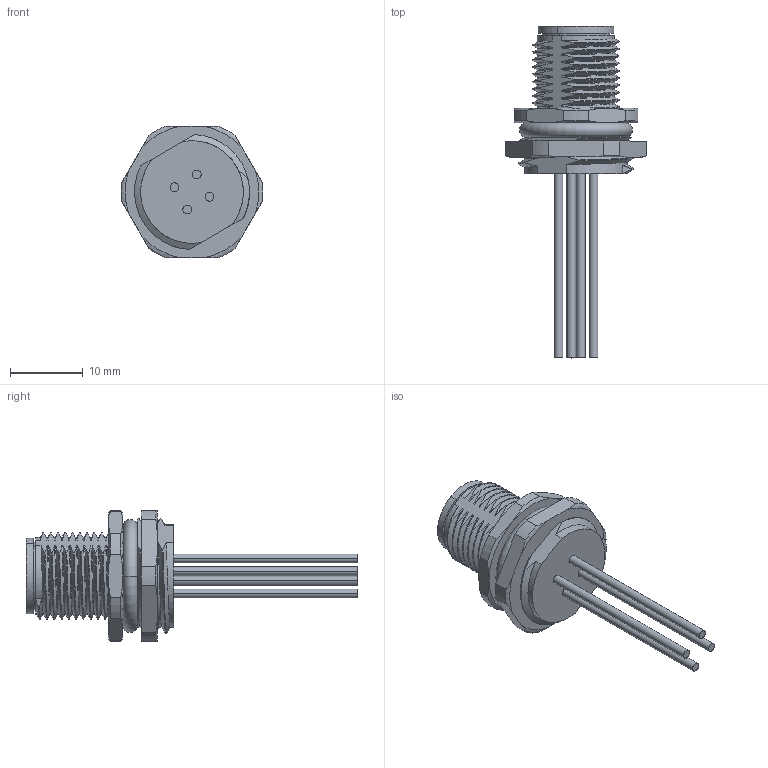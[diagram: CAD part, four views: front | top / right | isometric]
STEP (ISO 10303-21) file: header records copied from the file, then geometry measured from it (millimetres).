
FILE_DESCRIPTION((''),'2;1');
FILE_NAME('3D_1630043014005_M12-_SW0001','2023-12-06T',('js.wu'),(''),'PRO/ENGINEER BY PARAMETRIC TECHNOLOGY CORPORATION, 2012480','PRO/ENGINEER BY PARAMETRIC TECHNOLOGY CORPORATION, 2012480','');
FILE_SCHEMA(('CONFIG_CONTROL_DESIGN'));
Length unit declared in the file: inch
Products named in the file (1): 3D_1630043014005_M12-_SW0001
Bounding box: 19.5 x 45.6 x 18 mm (x, y, z)
Volume: 2630.9 mm3; surface area: 2656.6 mm2
Topology: 1 solids, 1 shells, 342 faces, 988 edges, 667 vertices
Faces by surface type: plane 92, bspline 79, cylinder 66, cone 44, extrusion 43, torus 10, sphere 8
Entity records: 16472 total; most frequent: CARTESIAN_POINT 8327, ORIENTED_EDGE 1960, DIRECTION 1232, EDGE_CURVE 980, VERTEX_POINT 667, B_SPLINE_CURVE_WITH_KNOTS 473, AXIS2_PLACEMENT_3D 419, VECTOR 394
